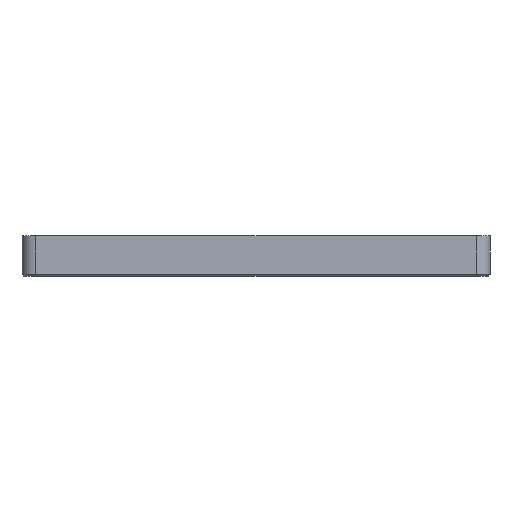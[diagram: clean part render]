
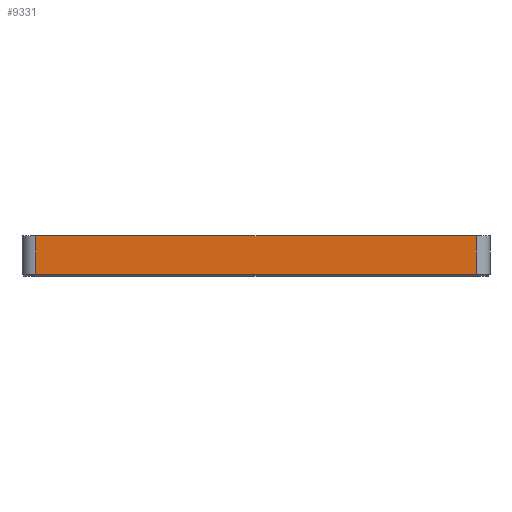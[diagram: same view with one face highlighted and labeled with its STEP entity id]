
A CAD part, front view. The second image highlights one B-rep face of the part: STEP entity #9331.
In plain terms, the highlighted planar face has unit normal (0, -1, 0).
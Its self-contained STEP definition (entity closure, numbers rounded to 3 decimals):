
#463=FACE_OUTER_BOUND('',#1060,.T.);
#1060=EDGE_LOOP('',(#6449,#6450,#6451,#6452));
#1754=LINE('',#14023,#2688);
#1831=LINE('',#14257,#2765);
#1833=LINE('',#14263,#2767);
#1834=LINE('',#14264,#2768);
#2688=VECTOR('',#10996,10.);
#2765=VECTOR('',#11215,10.);
#2767=VECTOR('',#11221,10.);
#2768=VECTOR('',#11222,10.);
#4082=VERTEX_POINT('',#14020);
#4083=VERTEX_POINT('',#14022);
#4169=VERTEX_POINT('',#14256);
#4171=VERTEX_POINT('',#14262);
#4898=EDGE_CURVE('',#4083,#4082,#1754,.T.);
#5015=EDGE_CURVE('',#4083,#4169,#1831,.T.);
#5018=EDGE_CURVE('',#4171,#4082,#1833,.T.);
#5019=EDGE_CURVE('',#4169,#4171,#1834,.T.);
#6449=ORIENTED_EDGE('',*,*,#4898,.T.);
#6450=ORIENTED_EDGE('',*,*,#5018,.F.);
#6451=ORIENTED_EDGE('',*,*,#5019,.F.);
#6452=ORIENTED_EDGE('',*,*,#5015,.F.);
#9016=PLANE('',#9996);
#9331=ADVANCED_FACE('',(#463),#9016,.T.);
#9996=AXIS2_PLACEMENT_3D('',#14261,#11219,#11220);
#10996=DIRECTION('',(-1.,0.,0.));
#11215=DIRECTION('',(0.,0.,-1.));
#11219=DIRECTION('center_axis',(0.,-1.,0.));
#11220=DIRECTION('ref_axis',(-1.,0.,0.));
#11221=DIRECTION('',(0.,0.,1.));
#11222=DIRECTION('',(-1.,0.,0.));
#14020=CARTESIAN_POINT('',(3.75,-1.2,-0.5));
#14022=CARTESIAN_POINT('',(121.75,-1.2,-0.5));
#14023=CARTESIAN_POINT('',(94.125,-1.2,-0.5));
#14256=CARTESIAN_POINT('',(121.75,-1.2,-10.9));
#14257=CARTESIAN_POINT('',(121.75,-1.2,0.));
#14261=CARTESIAN_POINT('Origin',(125.5,-1.2,0.));
#14262=CARTESIAN_POINT('',(3.75,-1.2,-10.9));
#14263=CARTESIAN_POINT('',(3.75,-1.2,0.));
#14264=CARTESIAN_POINT('',(94.125,-1.2,-10.9));
